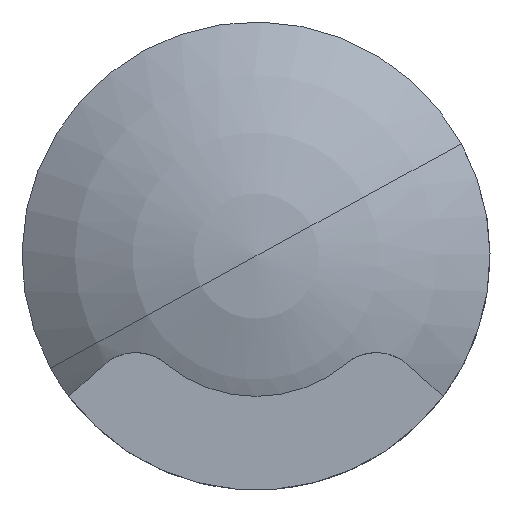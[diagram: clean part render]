
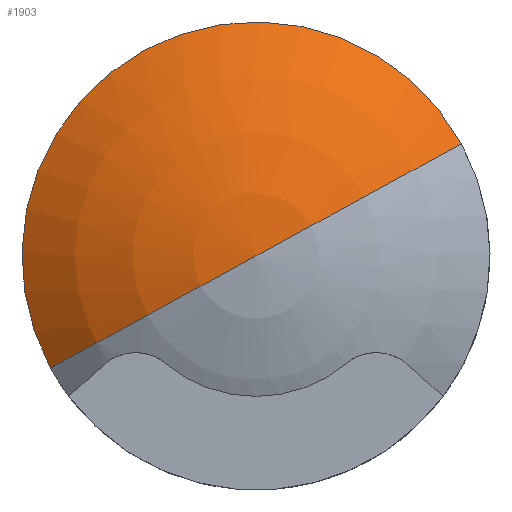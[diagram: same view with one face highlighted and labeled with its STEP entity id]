
A CAD part, front view. The second image highlights one B-rep face of the part: STEP entity #1903.
In plain terms, the highlighted spherical face has radius 41.015 mm.
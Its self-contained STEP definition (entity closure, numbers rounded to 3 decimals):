
#1831=CARTESIAN_POINT('Vertex',(-21.94,-11.986,5.5)) ;
#1834=CARTESIAN_POINT('Axis2P3D Location',(0.,0.,5.5)) ;
#1838=CARTESIAN_POINT('Vertex',(21.94,11.986,5.5)) ;
#1881=CARTESIAN_POINT('Axis2P3D Location',(0.,0.,-27.015)) ;
#1886=CARTESIAN_POINT('Axis2P3D Location',(0.,0.,-27.015)) ;
#1890=CARTESIAN_POINT('Vertex',(0.,0.,14.)) ;
#1893=CARTESIAN_POINT('Axis2P3D Location',(0.,0.,-27.015)) ;
#1835=DIRECTION('Axis2P3D Direction',(0.,0.,1.)) ;
#1882=DIRECTION('Axis2P3D Direction',(0.,0.,1.)) ;
#1883=DIRECTION('Axis2P3D XDirection',(-0.878,-0.479,0.)) ;
#1887=DIRECTION('Axis2P3D Direction',(-0.479,0.878,0.)) ;
#1894=DIRECTION('Axis2P3D Direction',(0.479,-0.878,0.)) ;
#1836=AXIS2_PLACEMENT_3D('Circle Axis2P3D',#1834,#1835,$) ;
#1884=AXIS2_PLACEMENT_3D('Sphere Axis2P3D',#1881,#1882,#1883) ;
#1888=AXIS2_PLACEMENT_3D('Circle Axis2P3D',#1886,#1887,$) ;
#1895=AXIS2_PLACEMENT_3D('Circle Axis2P3D',#1893,#1894,$) ;
#1837=CIRCLE('generated circle',#1836,25.) ;
#1889=CIRCLE('generated circle',#1888,41.015) ;
#1896=CIRCLE('generated circle',#1895,41.015) ;
#1885=SPHERICAL_SURFACE('',#1884,41.015) ;
#1840=EDGE_CURVE('',#1839,#1832,#1837,.T.) ;
#1892=EDGE_CURVE('',#1832,#1891,#1889,.T.) ;
#1897=EDGE_CURVE('',#1839,#1891,#1896,.T.) ;
#1898=EDGE_LOOP('',(#1899,#1900,#1901)) ;
#1899=ORIENTED_EDGE('',*,*,#1892,.T.) ;
#1900=ORIENTED_EDGE('',*,*,#1897,.F.) ;
#1901=ORIENTED_EDGE('',*,*,#1840,.T.) ;
#1832=VERTEX_POINT('',#1831) ;
#1839=VERTEX_POINT('',#1838) ;
#1891=VERTEX_POINT('',#1890) ;
#1903=ADVANCED_FACE('\X2\96F64EF651E04F554F53\X0\',(#1902),#1885,.T.) ;
#1902=FACE_OUTER_BOUND('',#1898,.T.) ;
